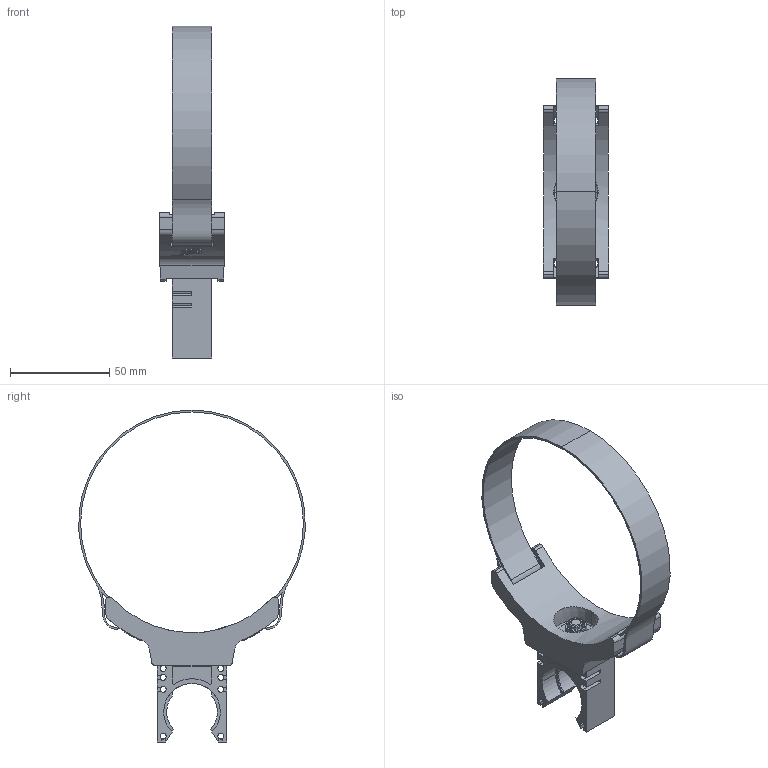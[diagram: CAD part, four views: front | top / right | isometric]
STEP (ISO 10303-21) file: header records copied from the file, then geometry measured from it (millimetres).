
FILE_DESCRIPTION (( 'STEP AP203' ), '1' );
FILE_NAME ('P8238-2.STEP', '2020-09-17T12:57:09', ( '' ), ( '' ), 'SwSTEP 2.0', 'SolidWorks 2019', '' );
FILE_SCHEMA (( 'CONFIG_CONTROL_DESIGN' ));
Length unit declared in the file: millimetre
Products named in the file (1): P8238-2
Bounding box: 33.15 x 113.84 x 167.06 mm (x, y, z)
Volume: 51839.8 mm3; surface area: 34734.7 mm2
Topology: 6 solids, 6 shells, 358 faces, 972 edges, 640 vertices
Faces by surface type: plane 144, cylinder 106, bspline 80, cone 16, torus 12
Entity records: 13385 total; most frequent: CARTESIAN_POINT 4784, ORIENTED_EDGE 1936, DIRECTION 1524, EDGE_CURVE 968, VERTEX_POINT 640, AXIS2_PLACEMENT_3D 520, LINE 484, VECTOR 484
